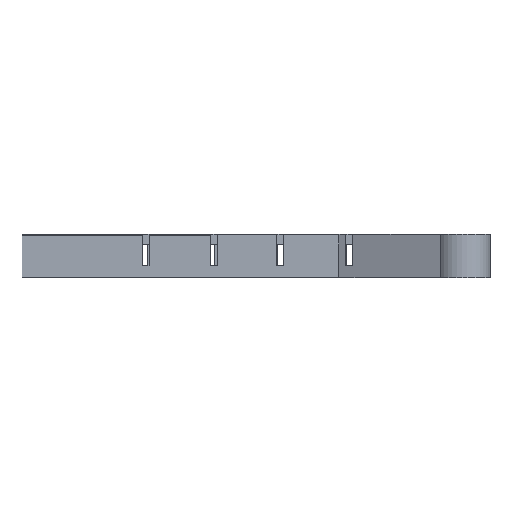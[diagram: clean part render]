
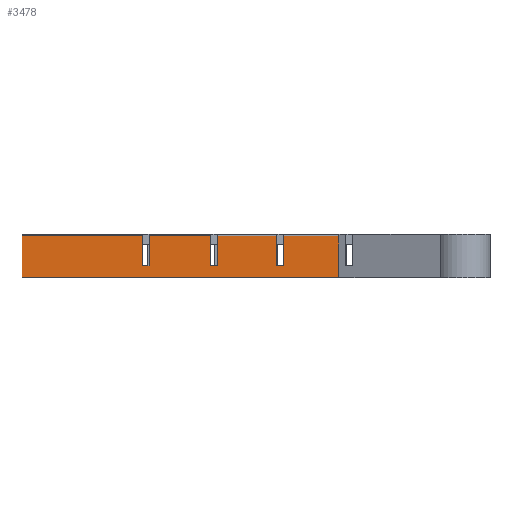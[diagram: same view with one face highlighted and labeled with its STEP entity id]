
A CAD part, front view. The second image highlights one B-rep face of the part: STEP entity #3478.
In plain terms, the highlighted planar face has unit normal (0, -1, 0).
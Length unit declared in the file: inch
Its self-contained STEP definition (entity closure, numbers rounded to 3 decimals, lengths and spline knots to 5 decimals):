
#152=FACE_OUTER_BOUND('',#338,.T.);
#338=EDGE_LOOP('',(#2830,#2831,#2832,#2833,#2834,#2835,#2836,#2837,#2838,
#2839,#2840,#2841,#2842,#2843,#2844,#2845));
#531=LINE('',#4850,#1019);
#711=LINE('',#5218,#1199);
#742=LINE('',#5277,#1230);
#746=LINE('',#5286,#1234);
#749=LINE('',#5291,#1237);
#757=LINE('',#5304,#1245);
#765=LINE('',#5318,#1253);
#769=LINE('',#5325,#1257);
#773=LINE('',#5333,#1261);
#774=LINE('',#5336,#1262);
#779=LINE('',#5345,#1267);
#782=LINE('',#5352,#1270);
#783=LINE('',#5354,#1271);
#784=LINE('',#5356,#1272);
#785=LINE('',#5358,#1273);
#786=LINE('',#5359,#1274);
#1019=VECTOR('',#3915,0.3937);
#1199=VECTOR('',#4179,0.3937);
#1230=VECTOR('',#4240,0.3937);
#1234=VECTOR('',#4246,0.3937);
#1237=VECTOR('',#4251,0.3937);
#1245=VECTOR('',#4263,0.3937);
#1253=VECTOR('',#4275,0.3937);
#1257=VECTOR('',#4281,0.3937);
#1261=VECTOR('',#4291,0.3937);
#1262=VECTOR('',#4294,0.3937);
#1267=VECTOR('',#4303,0.3937);
#1270=VECTOR('',#4310,0.3937);
#1271=VECTOR('',#4311,0.3937);
#1272=VECTOR('',#4312,0.3937);
#1273=VECTOR('',#4313,0.3937);
#1274=VECTOR('',#4314,0.3937);
#1511=VERTEX_POINT('',#4847);
#1512=VERTEX_POINT('',#4849);
#1658=VERTEX_POINT('',#5216);
#1671=VERTEX_POINT('',#5275);
#1674=VERTEX_POINT('',#5283);
#1675=VERTEX_POINT('',#5285);
#1676=VERTEX_POINT('',#5290);
#1679=VERTEX_POINT('',#5302);
#1685=VERTEX_POINT('',#5323);
#1686=VERTEX_POINT('',#5331);
#1687=VERTEX_POINT('',#5335);
#1689=VERTEX_POINT('',#5343);
#1691=VERTEX_POINT('',#5351);
#1692=VERTEX_POINT('',#5353);
#1693=VERTEX_POINT('',#5355);
#1694=VERTEX_POINT('',#5357);
#1859=EDGE_CURVE('',#1511,#1512,#531,.T.);
#2044=EDGE_CURVE('',#1511,#1658,#711,.T.);
#2076=EDGE_CURVE('',#1658,#1671,#742,.T.);
#2080=EDGE_CURVE('',#1675,#1674,#746,.T.);
#2083=EDGE_CURVE('',#1676,#1675,#749,.T.);
#2091=EDGE_CURVE('',#1674,#1679,#757,.T.);
#2099=EDGE_CURVE('',#1676,#1671,#765,.T.);
#2103=EDGE_CURVE('',#1685,#1679,#769,.T.);
#2107=EDGE_CURVE('',#1685,#1686,#773,.T.);
#2108=EDGE_CURVE('',#1686,#1687,#774,.T.);
#2113=EDGE_CURVE('',#1687,#1689,#779,.T.);
#2116=EDGE_CURVE('',#1691,#1689,#782,.T.);
#2117=EDGE_CURVE('',#1691,#1692,#783,.T.);
#2118=EDGE_CURVE('',#1692,#1693,#784,.T.);
#2119=EDGE_CURVE('',#1693,#1694,#785,.T.);
#2120=EDGE_CURVE('',#1512,#1694,#786,.T.);
#2830=ORIENTED_EDGE('',*,*,#2091,.T.);
#2831=ORIENTED_EDGE('',*,*,#2103,.F.);
#2832=ORIENTED_EDGE('',*,*,#2107,.T.);
#2833=ORIENTED_EDGE('',*,*,#2108,.T.);
#2834=ORIENTED_EDGE('',*,*,#2113,.T.);
#2835=ORIENTED_EDGE('',*,*,#2116,.F.);
#2836=ORIENTED_EDGE('',*,*,#2117,.T.);
#2837=ORIENTED_EDGE('',*,*,#2118,.T.);
#2838=ORIENTED_EDGE('',*,*,#2119,.T.);
#2839=ORIENTED_EDGE('',*,*,#2120,.F.);
#2840=ORIENTED_EDGE('',*,*,#1859,.F.);
#2841=ORIENTED_EDGE('',*,*,#2044,.T.);
#2842=ORIENTED_EDGE('',*,*,#2076,.T.);
#2843=ORIENTED_EDGE('',*,*,#2099,.F.);
#2844=ORIENTED_EDGE('',*,*,#2083,.T.);
#2845=ORIENTED_EDGE('',*,*,#2080,.T.);
#3326=PLANE('',#3668);
#3478=ADVANCED_FACE('',(#152),#3326,.T.);
#3668=AXIS2_PLACEMENT_3D('',#5350,#4308,#4309);
#3915=DIRECTION('',(0.,0.,1.));
#4179=DIRECTION('',(1.,0.,0.));
#4240=DIRECTION('',(0.,0.,1.));
#4246=DIRECTION('',(-1.,0.,0.));
#4251=DIRECTION('',(0.,0.,-1.));
#4263=DIRECTION('',(0.,0.,1.));
#4275=DIRECTION('',(1.,0.,0.));
#4281=DIRECTION('',(1.,0.,0.));
#4291=DIRECTION('',(0.,0.,-1.));
#4294=DIRECTION('',(-1.,0.,0.));
#4303=DIRECTION('',(0.,0.,1.));
#4308=DIRECTION('center_axis',(0.,-1.,0.));
#4309=DIRECTION('ref_axis',(1.,0.,0.));
#4310=DIRECTION('',(1.,0.,0.));
#4311=DIRECTION('',(0.,0.,-1.));
#4312=DIRECTION('',(-1.,0.,0.));
#4313=DIRECTION('',(0.,0.,1.));
#4314=DIRECTION('',(1.,0.,0.));
#4847=CARTESIAN_POINT('',(-2.40895,-0.1795,0.045));
#4849=CARTESIAN_POINT('',(-2.40895,-0.1795,0.345));
#4850=CARTESIAN_POINT('',(-2.40895,-0.1795,0.045));
#5216=CARTESIAN_POINT('',(-0.12528,-0.1795,0.045));
#5218=CARTESIAN_POINT('',(-1.52975,-0.1795,0.045));
#5275=CARTESIAN_POINT('',(-0.12528,-0.1795,0.345));
#5277=CARTESIAN_POINT('',(-0.12528,-0.1795,0.045));
#5283=CARTESIAN_POINT('',(-0.57271,-0.1795,0.1281));
#5285=CARTESIAN_POINT('',(-0.52271,-0.1795,0.1281));
#5286=CARTESIAN_POINT('',(-1.47833,-0.1795,0.1281));
#5290=CARTESIAN_POINT('',(-0.52271,-0.1795,0.345));
#5291=CARTESIAN_POINT('',(-0.52271,-0.1795,0.21395));
#5302=CARTESIAN_POINT('',(-0.57271,-0.1795,0.345));
#5304=CARTESIAN_POINT('',(-0.57271,-0.1795,0.21395));
#5318=CARTESIAN_POINT('',(-1.52975,-0.1795,0.345));
#5323=CARTESIAN_POINT('',(-1.00042,-0.1795,0.345));
#5325=CARTESIAN_POINT('',(-1.52975,-0.1795,0.345));
#5331=CARTESIAN_POINT('',(-1.00042,-0.1795,0.1281));
#5333=CARTESIAN_POINT('',(-1.00042,-0.1795,0.21395));
#5335=CARTESIAN_POINT('',(-1.05042,-0.1795,0.1281));
#5336=CARTESIAN_POINT('',(-1.71718,-0.1795,0.1281));
#5343=CARTESIAN_POINT('',(-1.05042,-0.1795,0.345));
#5345=CARTESIAN_POINT('',(-1.05042,-0.1795,0.21395));
#5350=CARTESIAN_POINT('Origin',(-2.40895,-0.1795,0.045));
#5351=CARTESIAN_POINT('',(-1.49317,-0.1795,0.345));
#5352=CARTESIAN_POINT('',(-1.52975,-0.1795,0.345));
#5353=CARTESIAN_POINT('',(-1.49317,-0.1795,0.1281));
#5354=CARTESIAN_POINT('',(-1.49317,-0.1795,0.21395));
#5355=CARTESIAN_POINT('',(-1.54317,-0.1795,0.1281));
#5356=CARTESIAN_POINT('',(-1.96356,-0.1795,0.1281));
#5357=CARTESIAN_POINT('',(-1.54317,-0.1795,0.345));
#5358=CARTESIAN_POINT('',(-1.54317,-0.1795,0.21395));
#5359=CARTESIAN_POINT('',(-1.52975,-0.1795,0.345));
